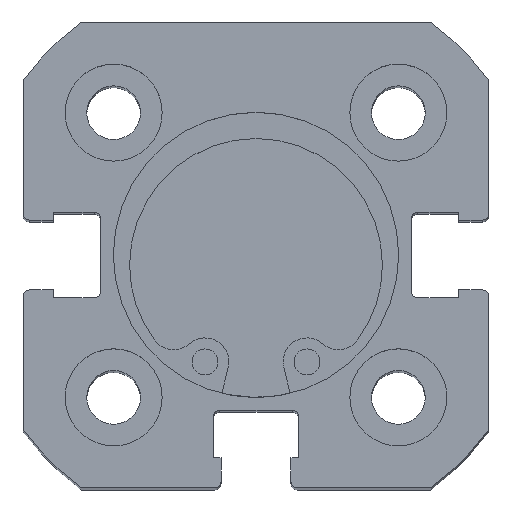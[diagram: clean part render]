
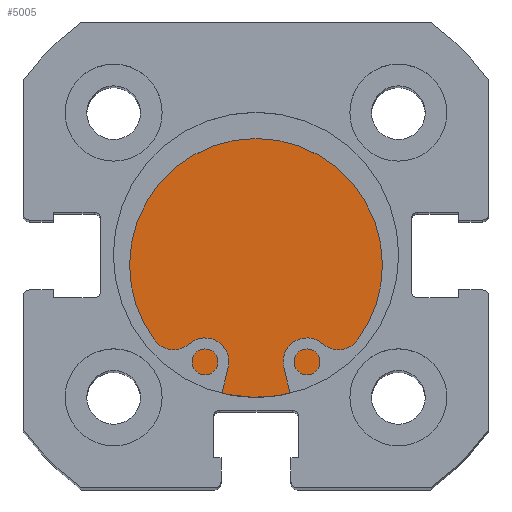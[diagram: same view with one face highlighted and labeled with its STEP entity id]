
A CAD part, top view. The second image highlights one B-rep face of the part: STEP entity #5005.
In plain terms, the highlighted face is planar.
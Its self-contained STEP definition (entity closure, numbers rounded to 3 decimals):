
#1269 = EDGE_LOOP ( 'NONE', ( #1418, #1368 ) ) ;
#1368 = ORIENTED_EDGE ( 'NONE', *, *, #2380, .F. ) ;
#1418 = ORIENTED_EDGE ( 'NONE', *, *, #2393, .F. ) ;
#2088 = CIRCLE ( 'NONE', #4556, 11. ) ;
#2096 = CIRCLE ( 'NONE', #4560, 11. ) ;
#2380 = EDGE_CURVE ( 'NONE', #5767, #5780, #2088, .T. ) ;
#2393 = EDGE_CURVE ( 'NONE', #5780, #5767, #2096, .T. ) ;
#2782 = CARTESIAN_POINT ( 'NONE',  ( 6., 0., 0. ) ) ;
#2783 = DIRECTION ( 'NONE',  ( -1., 0., 0. ) ) ;
#2784 = DIRECTION ( 'NONE',  ( 0., 0., 1. ) ) ;
#2785 = CARTESIAN_POINT ( 'NONE',  ( 6., 0., 0. ) ) ;
#2792 = DIRECTION ( 'NONE',  ( -1., 0., 0. ) ) ;
#2793 = DIRECTION ( 'NONE',  ( 0., 0., 1. ) ) ;
#3829 = CARTESIAN_POINT ( 'NONE',  ( 6., 11., 0. ) ) ;
#3830 = PLANE ( 'NONE',  #4788 ) ;
#3832 = DIRECTION ( 'NONE',  ( -1., 0., 0. ) ) ;
#3833 = DIRECTION ( 'NONE',  ( 0., 0., 1. ) ) ;
#4021 = FACE_OUTER_BOUND ( 'NONE', #1269, .T. ) ;
#4556 = AXIS2_PLACEMENT_3D ( 'NONE', #2782, #2783, #2784 ) ;
#4560 = AXIS2_PLACEMENT_3D ( 'NONE', #2785, #2792, #2793 ) ;
#4788 = AXIS2_PLACEMENT_3D ( 'NONE', #3829, #3832, #3833 ) ;
#5005 = ADVANCED_FACE ( 'NONE', ( #4021 ), #3830, .F. ) ;
#5318 = CARTESIAN_POINT ( 'NONE',  ( 6., 0., -11. ) ) ;
#5331 = CARTESIAN_POINT ( 'NONE',  ( 6., 0., 11. ) ) ;
#5767 = VERTEX_POINT ( 'NONE', #5318 ) ;
#5780 = VERTEX_POINT ( 'NONE', #5331 ) ;
